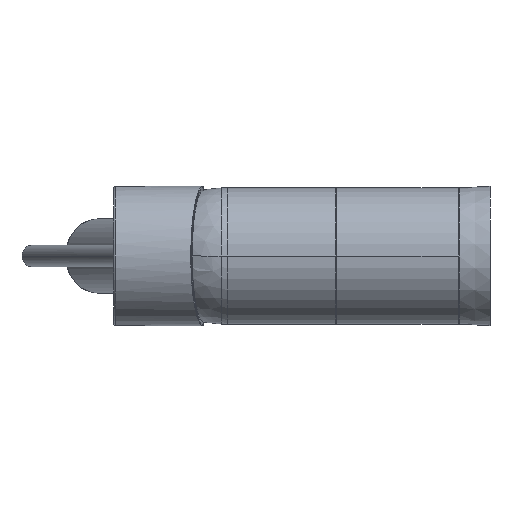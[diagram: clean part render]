
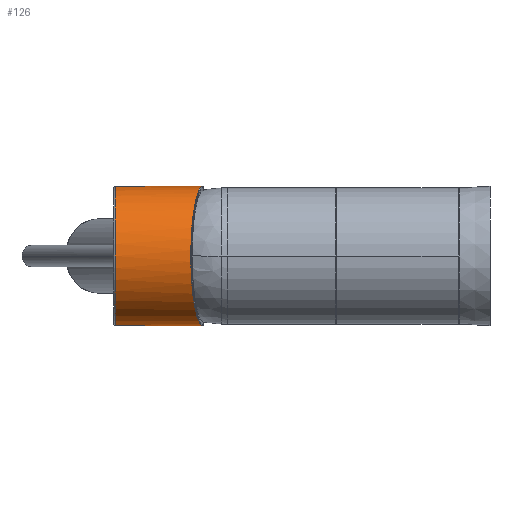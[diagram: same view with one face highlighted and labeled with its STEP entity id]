
A CAD part, left-side view. The second image highlights one B-rep face of the part: STEP entity #126.
In plain terms, the highlighted cylindrical face has radius 22.5 mm (diameter 45 mm), a partial arc.
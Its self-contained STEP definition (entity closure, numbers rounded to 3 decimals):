
#126=ADVANCED_FACE('NONE',(#220),#221,.T.);
#220=FACE_OUTER_BOUND('',#450,.T.);
#221=CYLINDRICAL_SURFACE('',#451,22.5);
#450=EDGE_LOOP('',(#1980,#1981,#1982,#1983,#1984,#1985));
#451=AXIS2_PLACEMENT_3D('',#1986,#1987,#1988);
#1980=ORIENTED_EDGE('',*,*,#2199,.F.);
#1981=ORIENTED_EDGE('',*,*,#2259,.T.);
#1982=ORIENTED_EDGE('',*,*,#2203,.T.);
#1983=ORIENTED_EDGE('',*,*,#2260,.T.);
#1984=ORIENTED_EDGE('',*,*,#2261,.T.);
#1985=ORIENTED_EDGE('',*,*,#2262,.T.);
#1986=CARTESIAN_POINT('',(0.,100.2,-1.313));
#1987=DIRECTION('',(0.0,1.0,0.0));
#1988=DIRECTION('',(0.0,0.0,-1.0));
#2199=EDGE_CURVE('NONE',#2340,#2369,#2370,.T.);
#2203=EDGE_CURVE('NONE',#2339,#2375,#2377,.T.);
#2259=EDGE_CURVE('NONE',#2340,#2339,#2469,.T.);
#2260=EDGE_CURVE('NONE',#2375,#2470,#2471,.T.);
#2261=EDGE_CURVE('NONE',#2470,#2472,#2473,.T.);
#2262=EDGE_CURVE('NONE',#2472,#2369,#2474,.T.);
#2339=VERTEX_POINT('NONE',#2687);
#2340=VERTEX_POINT('NONE',#2688);
#2369=VERTEX_POINT('NONE',#2813);
#2370=LINE('',#2814,#2815);
#2375=VERTEX_POINT('NONE',#2823);
#2377=LINE('',#2830,#2831);
#2469=CIRCLE('',#3382,22.5);
#2470=VERTEX_POINT('NONE',#3383);
#2471=B_SPLINE_CURVE_WITH_KNOTS('',3,(#3384,#3385,#3386,#3387),.UNSPECIFIED.,.F.,.F.,(4,4),(0.004,0.009),.UNSPECIFIED.);
#2472=VERTEX_POINT('NONE',#3388);
#2473=(B_SPLINE_CURVE(3,(#3390,#3391,#3392,#3393),.UNSPECIFIED.,.F.,.F.)B_SPLINE_CURVE_WITH_KNOTS((4,4),(1.764,4.519),.UNSPECIFIED.)RATIONAL_B_SPLINE_CURVE((1.0,0.462,0.462,1.0))BOUNDED_CURVE()REPRESENTATION_ITEM('')GEOMETRIC_REPRESENTATION_ITEM()CURVE());
#2474=B_SPLINE_CURVE_WITH_KNOTS('',3,(#3400,#3401,#3402,#3403,#3404,#3405),.UNSPECIFIED.,.F.,.F.,(4,2,4),(0.0,0.002,0.004),.UNSPECIFIED.);
#2687=CARTESIAN_POINT('',(0.,99.66,-23.813));
#2688=CARTESIAN_POINT('',(0.,99.66,21.187));
#2813=CARTESIAN_POINT('',(0.,71.491,21.187));
#2814=CARTESIAN_POINT('',(0.,100.2,21.187));
#2815=VECTOR('',#3614,1000.0);
#2823=CARTESIAN_POINT('',(0.,71.491,-23.813));
#2830=CARTESIAN_POINT('',(0.,100.2,-23.813));
#2831=VECTOR('',#3618,1000.0);
#3382=AXIS2_PLACEMENT_3D('',#3689,#3690,#3691);
#3383=CARTESIAN_POINT('',(-4.33,72.059,-23.392));
#3384=CARTESIAN_POINT('',(0.,71.491,-23.813));
#3385=CARTESIAN_POINT('',(-1.455,71.618,-23.813));
#3386=CARTESIAN_POINT('',(-2.899,71.807,-23.673));
#3387=CARTESIAN_POINT('',(-4.33,72.059,-23.392));
#3388=CARTESIAN_POINT('',(-4.33,72.059,20.767));
#3390=CARTESIAN_POINT('',(-4.33,72.059,-23.392));
#3391=CARTESIAN_POINT('',(-35.62,77.551,-17.256));
#3392=CARTESIAN_POINT('',(-35.62,77.551,14.631));
#3393=CARTESIAN_POINT('',(-4.33,72.059,20.767));
#3400=CARTESIAN_POINT('',(-4.33,72.059,20.767));
#3401=CARTESIAN_POINT('',(-3.618,71.934,20.907));
#3402=CARTESIAN_POINT('',(-2.896,71.823,21.012));
#3403=CARTESIAN_POINT('',(-1.448,71.633,21.153));
#3404=CARTESIAN_POINT('',(-0.724,71.554,21.187));
#3405=CARTESIAN_POINT('',(0.,71.491,21.187));
#3614=DIRECTION('',(-0.0,-1.0,-0.0));
#3618=DIRECTION('',(-0.0,-1.0,-0.0));
#3689=CARTESIAN_POINT('',(0.,99.66,-1.313));
#3690=DIRECTION('',(0.0,-1.0,0.0));
#3691=DIRECTION('',(0.0,0.0,1.0));
